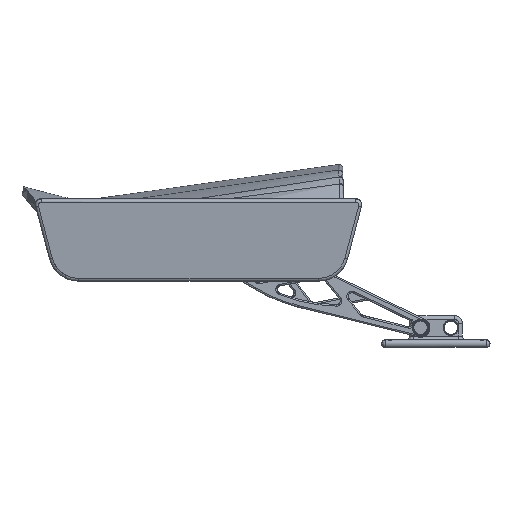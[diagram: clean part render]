
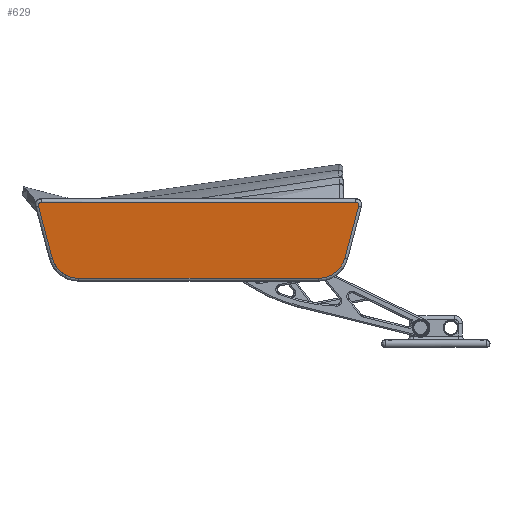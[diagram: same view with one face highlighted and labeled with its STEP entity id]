
A CAD part, left-side view. The second image highlights one B-rep face of the part: STEP entity #629.
In plain terms, the highlighted free-form (B-spline) face has degree [1, 1] with [2, 2] control points.
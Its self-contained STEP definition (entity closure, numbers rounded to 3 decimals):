
#629 = ADVANCED_FACE('',(#630),#756,.T.);
#630 = FACE_BOUND('',#631,.T.);
#631 = EDGE_LOOP('',(#632,#641,#649,#657,#664,#672,#680,#688,#696,#703,
    #711,#719,#727,#735,#742,#750));
#632 = ORIENTED_EDGE('',*,*,#633,.T.);
#633 = EDGE_CURVE('',#634,#636,#638,.T.);
#634 = VERTEX_POINT('',#635);
#635 = CARTESIAN_POINT('',(-641.357,-14.728,
    44.464));
#636 = VERTEX_POINT('',#637);
#637 = CARTESIAN_POINT('',(-641.357,356.034,
    44.464));
#638 = B_SPLINE_CURVE_WITH_KNOTS('',1,(#639,#640),.UNSPECIFIED.,.F.,.F.,
  (2,2),(0.,415.),.PIECEWISE_BEZIER_KNOTS.);
#639 = CARTESIAN_POINT('',(-641.357,-14.728,
    44.464));
#640 = CARTESIAN_POINT('',(-641.357,356.034,
    44.464));
#641 = ORIENTED_EDGE('',*,*,#642,.T.);
#642 = EDGE_CURVE('',#636,#643,#645,.T.);
#643 = VERTEX_POINT('',#644);
#644 = CARTESIAN_POINT('',(-641.224,358.865,
    43.078));
#645 = B_SPLINE_CURVE_WITH_KNOTS('',2,(#646,#647,#648),.UNSPECIFIED.,.F.
  ,.F.,(3,3),(0.,0.5),.PIECEWISE_BEZIER_KNOTS.);
#646 = CARTESIAN_POINT('',(-641.357,356.034,
    44.464));
#647 = CARTESIAN_POINT('',(-641.357,357.792,
    44.464));
#648 = CARTESIAN_POINT('',(-641.224,358.865,
    43.078));
#649 = ORIENTED_EDGE('',*,*,#650,.T.);
#650 = EDGE_CURVE('',#643,#651,#653,.T.);
#651 = VERTEX_POINT('',#652);
#652 = CARTESIAN_POINT('',(-640.927,359.489,
    39.999));
#653 = B_SPLINE_CURVE_WITH_KNOTS('',2,(#654,#655,#656),.UNSPECIFIED.,.F.
  ,.F.,(3,3),(0.5,1.),.PIECEWISE_BEZIER_KNOTS.);
#654 = CARTESIAN_POINT('',(-641.224,358.865,
    43.078));
#655 = CARTESIAN_POINT('',(-641.09,359.938,
    41.691));
#656 = CARTESIAN_POINT('',(-640.927,359.489,
    39.999));
#657 = ORIENTED_EDGE('',*,*,#658,.T.);
#658 = EDGE_CURVE('',#651,#659,#661,.T.);
#659 = VERTEX_POINT('',#660);
#660 = CARTESIAN_POINT('',(-634.999,343.17,
    -21.513));
#661 = B_SPLINE_CURVE_WITH_KNOTS('',1,(#662,#663),.UNSPECIFIED.,.F.,.F.,
  (2,2),(0.,71.542),.PIECEWISE_BEZIER_KNOTS.);
#662 = CARTESIAN_POINT('',(-640.927,359.489,
    39.999));
#663 = CARTESIAN_POINT('',(-634.999,343.17,
    -21.513));
#664 = ORIENTED_EDGE('',*,*,#665,.T.);
#665 = EDGE_CURVE('',#659,#666,#668,.T.);
#666 = VERTEX_POINT('',#667);
#667 = CARTESIAN_POINT('',(-634.08,338.864,-31.053
    ));
#668 = B_SPLINE_CURVE_WITH_KNOTS('',2,(#669,#670,#671),.UNSPECIFIED.,.F.
  ,.F.,(3,3),(0.,0.25),.PIECEWISE_BEZIER_KNOTS.);
#669 = CARTESIAN_POINT('',(-634.999,343.17,
    -21.513));
#670 = CARTESIAN_POINT('',(-634.505,341.81,
    -26.638));
#671 = CARTESIAN_POINT('',(-634.08,338.864,-31.053
    ));
#672 = ORIENTED_EDGE('',*,*,#673,.T.);
#673 = EDGE_CURVE('',#666,#674,#676,.T.);
#674 = VERTEX_POINT('',#675);
#675 = CARTESIAN_POINT('',(-633.343,331.699,
    -38.702));
#676 = B_SPLINE_CURVE_WITH_KNOTS('',2,(#677,#678,#679),.UNSPECIFIED.,.F.
  ,.F.,(3,3),(0.25,0.5),.PIECEWISE_BEZIER_KNOTS.);
#677 = CARTESIAN_POINT('',(-634.08,338.864,-31.053
    ));
#678 = CARTESIAN_POINT('',(-633.654,335.917,
    -35.468));
#679 = CARTESIAN_POINT('',(-633.343,331.699,
    -38.702));
#680 = ORIENTED_EDGE('',*,*,#681,.T.);
#681 = EDGE_CURVE('',#674,#682,#684,.T.);
#682 = VERTEX_POINT('',#683);
#683 = CARTESIAN_POINT('',(-632.866,322.439,
    -43.645));
#684 = B_SPLINE_CURVE_WITH_KNOTS('',2,(#685,#686,#687),.UNSPECIFIED.,.F.
  ,.F.,(3,3),(0.5,0.75),.PIECEWISE_BEZIER_KNOTS.);
#685 = CARTESIAN_POINT('',(-633.343,331.699,
    -38.702));
#686 = CARTESIAN_POINT('',(-633.031,327.48,
    -41.937));
#687 = CARTESIAN_POINT('',(-632.866,322.439,
    -43.645));
#688 = ORIENTED_EDGE('',*,*,#689,.T.);
#689 = EDGE_CURVE('',#682,#690,#692,.T.);
#690 = VERTEX_POINT('',#691);
#691 = CARTESIAN_POINT('',(-632.702,312.073,
    -45.353));
#692 = B_SPLINE_CURVE_WITH_KNOTS('',2,(#693,#694,#695),.UNSPECIFIED.,.F.
  ,.F.,(3,3),(0.75,1.),.PIECEWISE_BEZIER_KNOTS.);
#693 = CARTESIAN_POINT('',(-632.866,322.439,
    -43.645));
#694 = CARTESIAN_POINT('',(-632.702,317.398,-45.353
    ));
#695 = CARTESIAN_POINT('',(-632.702,312.073,
    -45.353));
#696 = ORIENTED_EDGE('',*,*,#697,.T.);
#697 = EDGE_CURVE('',#690,#698,#700,.T.);
#698 = VERTEX_POINT('',#699);
#699 = CARTESIAN_POINT('',(-632.702,29.233,
    -45.353));
#700 = B_SPLINE_CURVE_WITH_KNOTS('',1,(#701,#702),.UNSPECIFIED.,.F.,.F.,
  (2,2),(0.,316.588),.PIECEWISE_BEZIER_KNOTS.);
#701 = CARTESIAN_POINT('',(-632.702,312.073,
    -45.353));
#702 = CARTESIAN_POINT('',(-632.702,29.233,
    -45.353));
#703 = ORIENTED_EDGE('',*,*,#704,.T.);
#704 = EDGE_CURVE('',#698,#705,#707,.T.);
#705 = VERTEX_POINT('',#706);
#706 = CARTESIAN_POINT('',(-632.866,18.867,
    -43.645));
#707 = B_SPLINE_CURVE_WITH_KNOTS('',2,(#708,#709,#710),.UNSPECIFIED.,.F.
  ,.F.,(3,3),(0.,0.25),.PIECEWISE_BEZIER_KNOTS.);
#708 = CARTESIAN_POINT('',(-632.702,29.233,
    -45.353));
#709 = CARTESIAN_POINT('',(-632.702,23.908,
    -45.353));
#710 = CARTESIAN_POINT('',(-632.866,18.867,
    -43.645));
#711 = ORIENTED_EDGE('',*,*,#712,.T.);
#712 = EDGE_CURVE('',#705,#713,#715,.T.);
#713 = VERTEX_POINT('',#714);
#714 = CARTESIAN_POINT('',(-633.343,9.607,
    -38.702));
#715 = B_SPLINE_CURVE_WITH_KNOTS('',2,(#716,#717,#718),.UNSPECIFIED.,.F.
  ,.F.,(3,3),(0.25,0.5),.PIECEWISE_BEZIER_KNOTS.);
#716 = CARTESIAN_POINT('',(-632.866,18.867,
    -43.645));
#717 = CARTESIAN_POINT('',(-633.031,13.826,
    -41.937));
#718 = CARTESIAN_POINT('',(-633.343,9.607,
    -38.702));
#719 = ORIENTED_EDGE('',*,*,#720,.T.);
#720 = EDGE_CURVE('',#713,#721,#723,.T.);
#721 = VERTEX_POINT('',#722);
#722 = CARTESIAN_POINT('',(-634.08,2.442,-31.053
    ));
#723 = B_SPLINE_CURVE_WITH_KNOTS('',2,(#724,#725,#726),.UNSPECIFIED.,.F.
  ,.F.,(3,3),(0.5,0.75),.PIECEWISE_BEZIER_KNOTS.);
#724 = CARTESIAN_POINT('',(-633.343,9.607,
    -38.702));
#725 = CARTESIAN_POINT('',(-633.654,5.388,
    -35.468));
#726 = CARTESIAN_POINT('',(-634.08,2.442,-31.053
    ));
#727 = ORIENTED_EDGE('',*,*,#728,.T.);
#728 = EDGE_CURVE('',#721,#729,#731,.T.);
#729 = VERTEX_POINT('',#730);
#730 = CARTESIAN_POINT('',(-634.999,-1.864,
    -21.513));
#731 = B_SPLINE_CURVE_WITH_KNOTS('',2,(#732,#733,#734),.UNSPECIFIED.,.F.
  ,.F.,(3,3),(0.75,1.),.PIECEWISE_BEZIER_KNOTS.);
#732 = CARTESIAN_POINT('',(-634.08,2.442,-31.053
    ));
#733 = CARTESIAN_POINT('',(-634.505,-0.504,
    -26.638));
#734 = CARTESIAN_POINT('',(-634.999,-1.864,
    -21.513));
#735 = ORIENTED_EDGE('',*,*,#736,.T.);
#736 = EDGE_CURVE('',#729,#737,#739,.T.);
#737 = VERTEX_POINT('',#738);
#738 = CARTESIAN_POINT('',(-640.927,-18.183,
    39.999));
#739 = B_SPLINE_CURVE_WITH_KNOTS('',1,(#740,#741),.UNSPECIFIED.,.F.,.F.,
  (2,2),(0.,71.542),.PIECEWISE_BEZIER_KNOTS.);
#740 = CARTESIAN_POINT('',(-634.999,-1.864,
    -21.513));
#741 = CARTESIAN_POINT('',(-640.927,-18.183,
    39.999));
#742 = ORIENTED_EDGE('',*,*,#743,.T.);
#743 = EDGE_CURVE('',#737,#744,#746,.T.);
#744 = VERTEX_POINT('',#745);
#745 = CARTESIAN_POINT('',(-641.224,-17.559,
    43.078));
#746 = B_SPLINE_CURVE_WITH_KNOTS('',2,(#747,#748,#749),.UNSPECIFIED.,.F.
  ,.F.,(3,3),(0.,0.5),.PIECEWISE_BEZIER_KNOTS.);
#747 = CARTESIAN_POINT('',(-640.927,-18.183,
    39.999));
#748 = CARTESIAN_POINT('',(-641.09,-18.632,
    41.691));
#749 = CARTESIAN_POINT('',(-641.224,-17.559,
    43.078));
#750 = ORIENTED_EDGE('',*,*,#751,.T.);
#751 = EDGE_CURVE('',#744,#634,#752,.T.);
#752 = B_SPLINE_CURVE_WITH_KNOTS('',2,(#753,#754,#755),.UNSPECIFIED.,.F.
  ,.F.,(3,3),(0.5,1.),.PIECEWISE_BEZIER_KNOTS.);
#753 = CARTESIAN_POINT('',(-641.224,-17.559,
    43.078));
#754 = CARTESIAN_POINT('',(-641.357,-16.486,
    44.464));
#755 = CARTESIAN_POINT('',(-641.357,-14.728,
    44.464));
#756 = B_SPLINE_SURFACE_WITH_KNOTS('',1,1,(
    (#757,#758)
    ,(#759,#760)),.UNSPECIFIED.,.F.,.F.,.F.,(2,2),(2,2),(0.,1.),(0.,1.),
  .PIECEWISE_BEZIER_KNOTS.);
#757 = CARTESIAN_POINT('',(-641.357,-20.569,
    44.464));
#758 = CARTESIAN_POINT('',(-632.702,-20.569,
    -45.353));
#759 = CARTESIAN_POINT('',(-641.357,361.875,
    44.464));
#760 = CARTESIAN_POINT('',(-632.702,361.875,
    -45.353));
